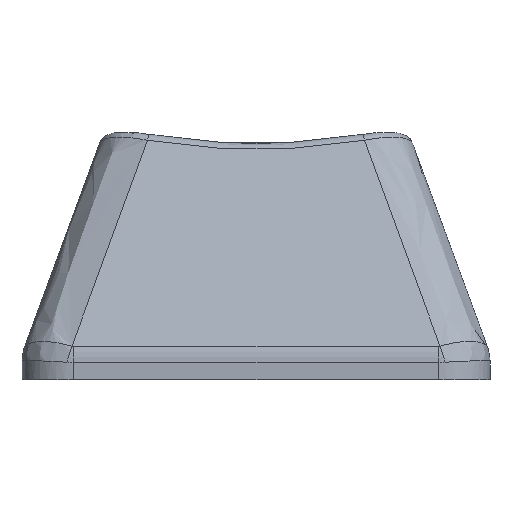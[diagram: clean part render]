
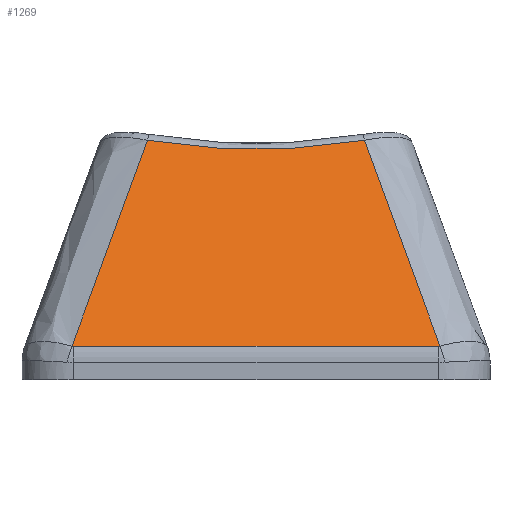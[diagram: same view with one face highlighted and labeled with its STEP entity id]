
A CAD part, front view. The second image highlights one B-rep face of the part: STEP entity #1269.
In plain terms, the highlighted planar face has unit normal (0, -0.909, 0.417).
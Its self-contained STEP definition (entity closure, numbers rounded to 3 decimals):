
#20=PLANE('',#1361);
#47=ELLIPSE('',#1354,1.2,0.5);
#49=ELLIPSE('',#1359,1.2,0.5);
#55=LINE('',#2224,#110);
#110=VECTOR('',#1456,10.);
#263=FACE_OUTER_BOUND('',#340,.T.);
#340=EDGE_LOOP('',(#929,#930,#931,#932,#933,#934));
#445=B_SPLINE_CURVE_WITH_KNOTS('',3,(#2384,#2385,#2386,#2387),
 .UNSPECIFIED.,.F.,.F.,(4,4),(-0.969,-0.042),
 .UNSPECIFIED.);
#447=B_SPLINE_CURVE_WITH_KNOTS('',3,(#2395,#2396,#2397,#2398),
 .UNSPECIFIED.,.F.,.F.,(4,4),(0.042,0.969),
 .UNSPECIFIED.);
#448=B_SPLINE_CURVE_WITH_KNOTS('',3,(#2399,#2400,#2401,#2402),
 .UNSPECIFIED.,.F.,.F.,(4,4),(-0.847,0.),.UNSPECIFIED.);
#544=VERTEX_POINT('',#2180);
#548=VERTEX_POINT('',#2214);
#550=VERTEX_POINT('',#2220);
#552=VERTEX_POINT('',#2241);
#558=VERTEX_POINT('',#2383);
#559=VERTEX_POINT('',#2394);
#689=EDGE_CURVE('',#544,#548,#47,.T.);
#692=EDGE_CURVE('',#548,#550,#55,.T.);
#695=EDGE_CURVE('',#550,#552,#49,.T.);
#706=EDGE_CURVE('',#552,#558,#445,.T.);
#708=EDGE_CURVE('',#559,#544,#447,.T.);
#709=EDGE_CURVE('',#558,#559,#448,.T.);
#929=ORIENTED_EDGE('',*,*,#695,.F.);
#930=ORIENTED_EDGE('',*,*,#692,.F.);
#931=ORIENTED_EDGE('',*,*,#689,.F.);
#932=ORIENTED_EDGE('',*,*,#708,.F.);
#933=ORIENTED_EDGE('',*,*,#709,.F.);
#934=ORIENTED_EDGE('',*,*,#706,.F.);
#1269=ADVANCED_FACE('',(#263),#20,.T.);
#1354=AXIS2_PLACEMENT_3D('',#2218,#1449,#1450);
#1359=AXIS2_PLACEMENT_3D('',#2245,#1461,#1462);
#1361=AXIS2_PLACEMENT_3D('',#2393,#1465,#1466);
#1449=DIRECTION('center_axis',(0.,0.909,-0.417));
#1450=DIRECTION('ref_axis',(0.,-0.417,-0.909));
#1456=DIRECTION('',(-1.,0.,0.));
#1461=DIRECTION('center_axis',(0.,0.909,-0.417));
#1462=DIRECTION('ref_axis',(0.,-0.417,-0.909));
#1465=DIRECTION('center_axis',(0.,-0.909,
0.417));
#1466=DIRECTION('ref_axis',(0.,-0.417,-0.909));
#2180=CARTESIAN_POINT('',(7.144,-8.94,0.306));
#2214=CARTESIAN_POINT('',(7.081,-8.944,0.298));
#2218=CARTESIAN_POINT('Origin',(7.081,-8.444,1.389));
#2220=CARTESIAN_POINT('',(-7.08,-8.944,0.298));
#2224=CARTESIAN_POINT('',(7.525,-8.944,0.298));
#2241=CARTESIAN_POINT('',(-7.144,-8.94,0.306));
#2245=CARTESIAN_POINT('Origin',(-7.08,-8.444,1.389));
#2383=CARTESIAN_POINT('',(-4.213,-5.28,8.295));
#2384=CARTESIAN_POINT('Ctrl Pts',(-7.144,-8.94,0.306));
#2385=CARTESIAN_POINT('Ctrl Pts',(-6.176,-7.719,2.972));
#2386=CARTESIAN_POINT('Ctrl Pts',(-5.202,-6.498,5.635));
#2387=CARTESIAN_POINT('Ctrl Pts',(-4.213,-5.28,8.295));
#2393=CARTESIAN_POINT('Origin',(5.969,-4.966,8.98));
#2394=CARTESIAN_POINT('',(4.213,-5.28,8.295));
#2395=CARTESIAN_POINT('Ctrl Pts',(4.213,-5.28,8.295));
#2396=CARTESIAN_POINT('Ctrl Pts',(5.202,-6.498,5.635));
#2397=CARTESIAN_POINT('Ctrl Pts',(6.176,-7.719,2.972));
#2398=CARTESIAN_POINT('Ctrl Pts',(7.144,-8.94,0.306));
#2399=CARTESIAN_POINT('Ctrl Pts',(-4.213,-5.28,8.295));
#2400=CARTESIAN_POINT('Ctrl Pts',(-1.436,-5.493,7.828));
#2401=CARTESIAN_POINT('Ctrl Pts',(1.436,-5.493,7.828));
#2402=CARTESIAN_POINT('Ctrl Pts',(4.213,-5.28,8.295));
